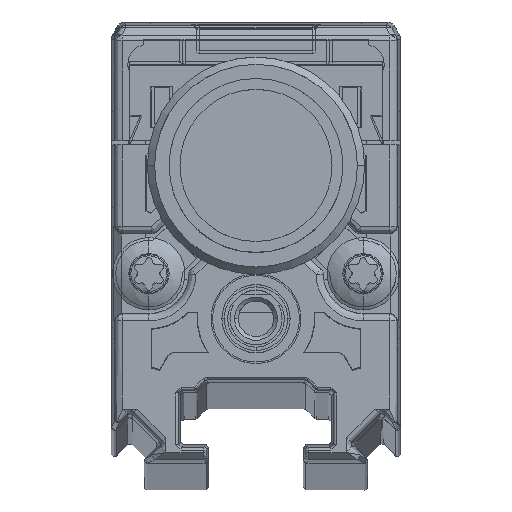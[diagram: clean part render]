
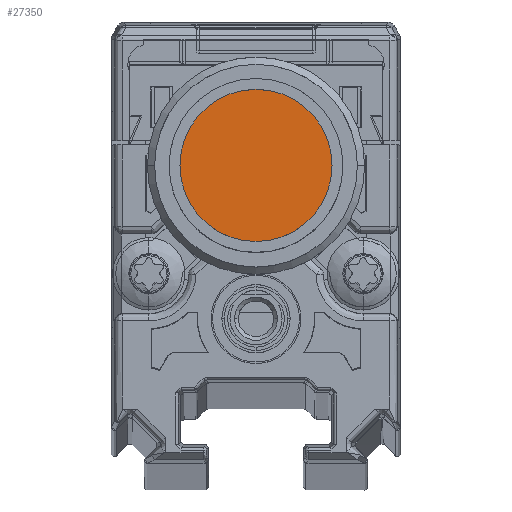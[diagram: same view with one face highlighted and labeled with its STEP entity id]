
A CAD part, top view. The second image highlights one B-rep face of the part: STEP entity #27350.
In plain terms, the highlighted face is planar.
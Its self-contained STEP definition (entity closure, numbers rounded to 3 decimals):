
#26550=CARTESIAN_POINT('',(0.,0.,0.));
#26551=DIRECTION('',(0.,-1.,0.));
#26552=DIRECTION('',(1.,0.,0.));
#26553=AXIS2_PLACEMENT_3D('',#26550,#26551,#26552);
#26555=CARTESIAN_POINT('',(0.,0.,0.));
#26556=DIRECTION('',(0.,-1.,0.));
#26557=DIRECTION('',(-1.,0.,0.));
#26558=AXIS2_PLACEMENT_3D('',#26555,#26556,#26557);
#26656=CARTESIAN_POINT('',(-5.25,0.,0.));
#26657=VERTEX_POINT('',#26656);
#26658=CARTESIAN_POINT('',(5.25,0.,0.));
#26659=VERTEX_POINT('',#26658);
#27341=CARTESIAN_POINT('',(0.,0.,0.));
#27342=DIRECTION('',(0.,-1.,0.));
#27343=DIRECTION('',(1.,0.,0.));
#27344=AXIS2_PLACEMENT_3D('',#27341,#27342,#27343);
#27345=PLANE('',#27344);
#27346=ORIENTED_EDGE('',*,*,#27327,.T.);
#27347=ORIENTED_EDGE('',*,*,#27309,.T.);
#27348=EDGE_LOOP('',(#27346,#27347));
#27349=FACE_OUTER_BOUND('',#27348,.F.);
#27350=ADVANCED_FACE('',(#27349),#27345,.F.);
#26554=CIRCLE('',#26553,5.25);
#26559=CIRCLE('',#26558,5.25);
#27309=EDGE_CURVE('',#26657,#26659,#26559,.T.);
#27327=EDGE_CURVE('',#26659,#26657,#26554,.T.);
